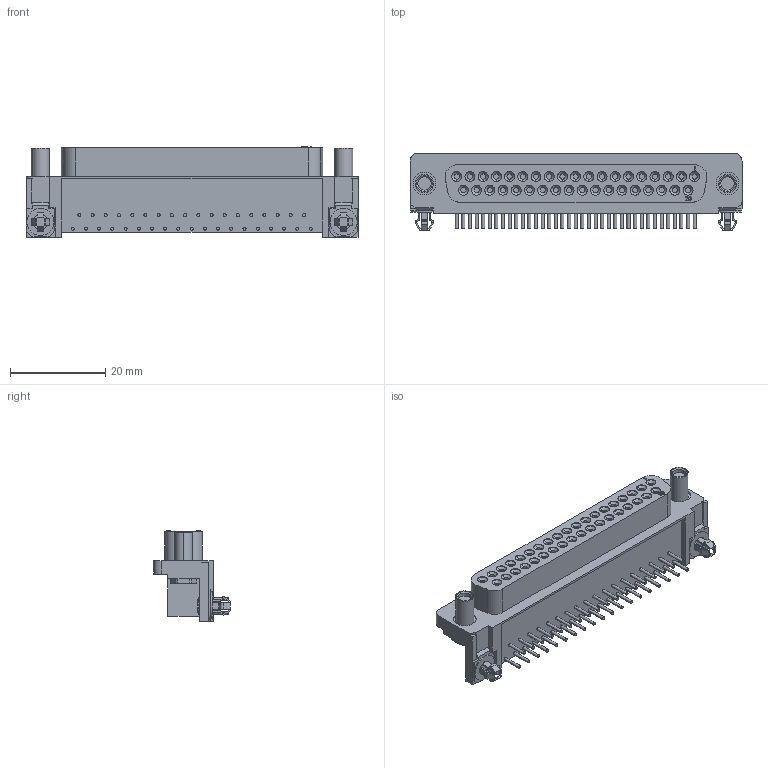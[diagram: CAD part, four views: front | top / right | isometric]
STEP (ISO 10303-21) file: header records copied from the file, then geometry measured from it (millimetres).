
FILE_DESCRIPTION((''),'2;1');
FILE_NAME('C-5747847-06-3','2007-08-31T',('workeradm'),('Tyco Electronics Corporation'),'PRO/ENGINEER BY PARAMETRIC TECHNOLOGY CORPORATION, 2005450','PRO/ENGINEER BY PARAMETRIC TECHNOLOGY CORPORATION, 2005450','');
FILE_SCHEMA(('CONFIG_CONTROL_DESIGN', 'GEOMETRIC_VALIDATION_PROPERTIES_MIM'));
Length unit declared in the file: millimetre
Products named in the file (1): C-5747847-06-3
Bounding box: 69.55 x 16.1 x 18.93 mm (x, y, z)
Volume: 9579.3 mm3; surface area: 5245.1 mm2
Topology: 1 solids, 1 shells, 778 faces, 1855 edges, 1186 vertices
Faces by surface type: plane 370, cylinder 330, cone 78
Entity records: 22614 total; most frequent: DIRECTION 4093, CARTESIAN_POINT 3820, ORIENTED_EDGE 3710, EDGE_CURVE 1855, AXIS2_PLACEMENT_3D 1460, VERTEX_POINT 1186, VECTOR 1173, LINE 1173
